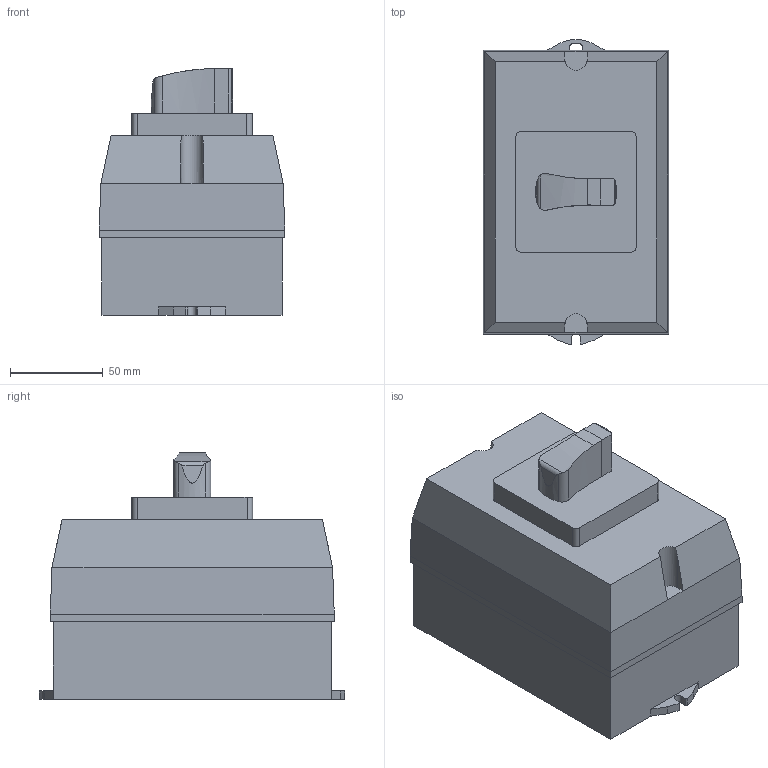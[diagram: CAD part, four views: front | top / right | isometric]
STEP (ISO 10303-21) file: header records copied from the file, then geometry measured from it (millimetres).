
FILE_DESCRIPTION((''),'2;1');
FILE_NAME('3d_GAZ016.stp','2012-10-03T11:02:54',(''),(''),'Mechanical Desktop 2011','Mechanical Desktop 2011',', , ');
FILE_SCHEMA(('CONFIG_CONTROL_DESIGN'));
Length unit declared in the file: millimetre
Products named in the file (1): Product
Bounding box: 100 x 164.36 x 133 mm (x, y, z)
Volume: 1464175.4 mm3; surface area: 92225.2 mm2
Topology: 3 solids, 3 shells, 83 faces, 282 edges, 268 vertices
Faces by surface type: plane 54, cylinder 29
Entity records: 3174 total; most frequent: CARTESIAN_POINT 727, DIRECTION 514, ORIENTED_EDGE 436, EDGE_CURVE 218, VECTOR 184, LINE 184, AXIS2_PLACEMENT_3D 165, VERTEX_POINT 142
